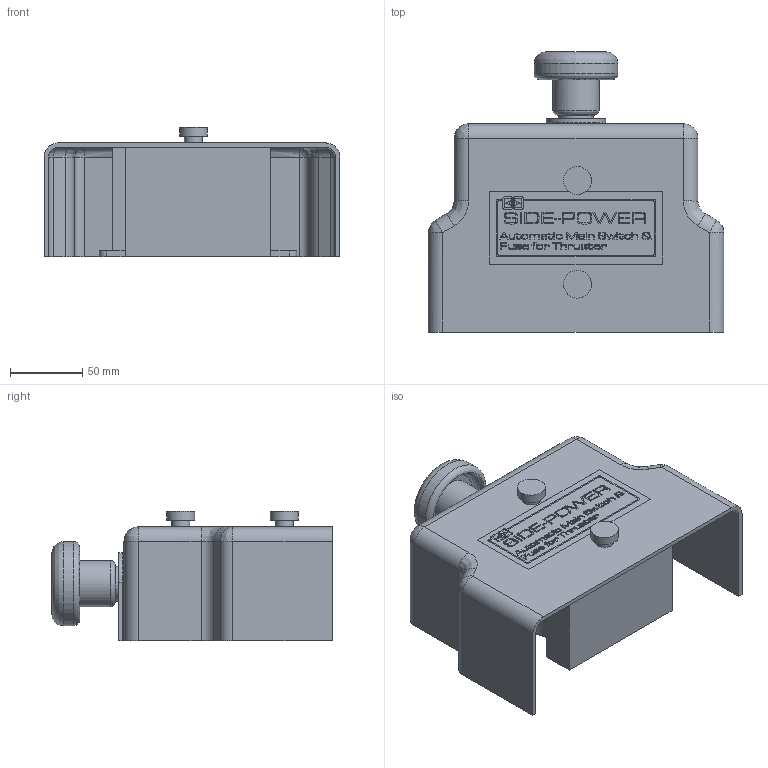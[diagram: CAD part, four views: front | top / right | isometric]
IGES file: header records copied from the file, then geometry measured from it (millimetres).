
Global section: file name: Sidepower Main Switch; native system: Autodesk Inventor 2015; preprocessor: unknown; author: Elvira H.; date: 20151105.074645; units: millimetre
Bounding box: 205 x 194.3 x 89.57 mm (x, y, z)
Volume: 1113780 mm3; surface area: 172883.8 mm2
Topology: 1 solids, 1 shells, 888 faces, 2410 edges, 1598 vertices
Faces by surface type: bspline 888
